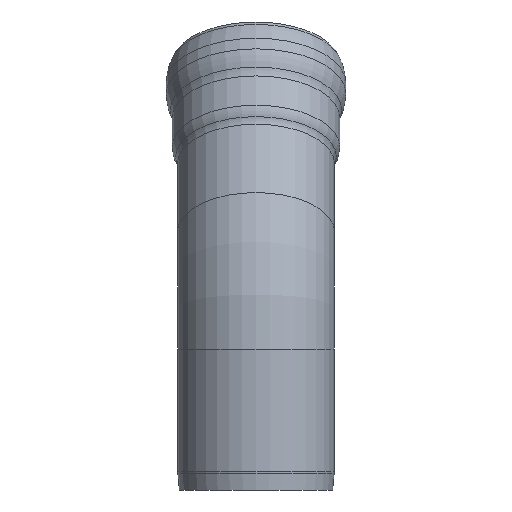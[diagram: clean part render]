
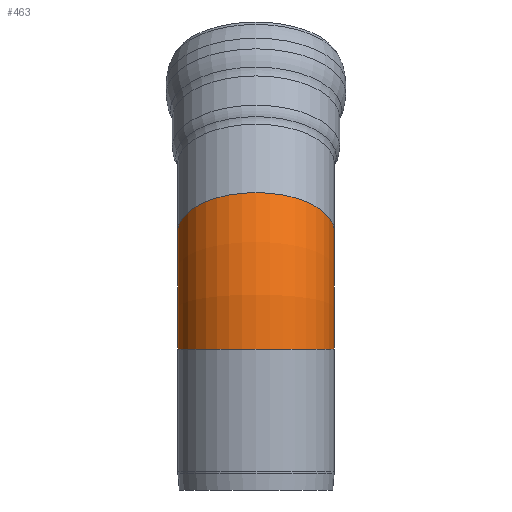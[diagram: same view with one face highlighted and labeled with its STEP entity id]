
A CAD part, left-side view. The second image highlights one B-rep face of the part: STEP entity #463.
In plain terms, the highlighted toroidal (fillet/blend) face has major radius 1335 mm and minor radius 445 mm.
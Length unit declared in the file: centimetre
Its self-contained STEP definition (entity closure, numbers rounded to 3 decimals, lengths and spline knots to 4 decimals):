
#70=FACE_OUTER_BOUND('',#98,.T.);
#98=EDGE_LOOP('',(#337,#338,#339,#340));
#134=CIRCLE('',#510,44.5);
#135=CIRCLE('',#512,89.);
#136=CIRCLE('',#513,44.5);
#190=VERTEX_POINT('',#811);
#191=VERTEX_POINT('',#815);
#243=EDGE_CURVE('',#190,#190,#134,.T.);
#244=EDGE_CURVE('',#190,#191,#135,.T.);
#245=EDGE_CURVE('',#191,#191,#136,.T.);
#337=ORIENTED_EDGE('',*,*,#243,.F.);
#338=ORIENTED_EDGE('',*,*,#244,.T.);
#339=ORIENTED_EDGE('',*,*,#245,.T.);
#340=ORIENTED_EDGE('',*,*,#244,.F.);
#444=TOROIDAL_SURFACE('',#511,133.5,44.5);
#463=ADVANCED_FACE('',(#70),#444,.T.);
#510=AXIS2_PLACEMENT_3D('',#813,#631,#632);
#511=AXIS2_PLACEMENT_3D('',#814,#633,#634);
#512=AXIS2_PLACEMENT_3D('',#816,#635,#636);
#513=AXIS2_PLACEMENT_3D('',#817,#637,#638);
#631=DIRECTION('center_axis',(0.,0.,
-1.));
#632=DIRECTION('ref_axis',(-1.,0.,0.));
#633=DIRECTION('center_axis',(0.,-1.,0.));
#634=DIRECTION('ref_axis',(1.,0.,0.));
#635=DIRECTION('center_axis',(0.,1.,0.));
#636=DIRECTION('ref_axis',(1.,0.,0.));
#637=DIRECTION('center_axis',(-0.5,0.,-0.866));
#638=DIRECTION('ref_axis',(0.,1.,0.));
#811=CARTESIAN_POINT('',(66.4249,195.5264,17.2227));
#813=CARTESIAN_POINT('Origin',(21.9249,195.5264,17.2227));
#814=CARTESIAN_POINT('Origin',(155.4249,195.5264,17.2227));
#815=CARTESIAN_POINT('',(78.3486,195.5264,61.7227));
#816=CARTESIAN_POINT('Origin',(155.4249,195.5264,17.2227));
#817=CARTESIAN_POINT('Origin',(39.8105,195.5264,83.9727));
